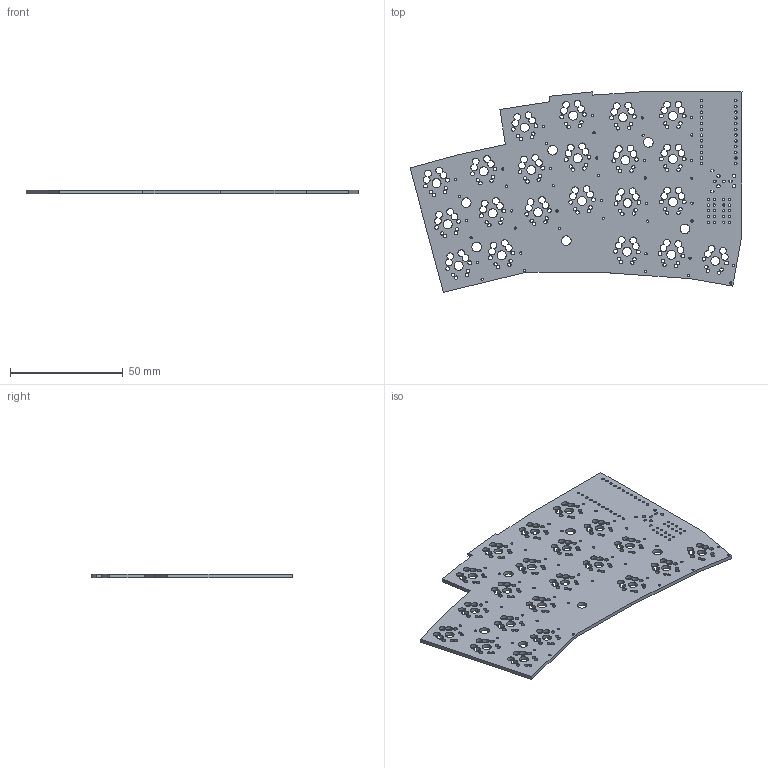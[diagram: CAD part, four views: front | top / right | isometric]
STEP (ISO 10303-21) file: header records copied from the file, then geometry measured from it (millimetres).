
FILE_DESCRIPTION(('KiCad electronic assembly'),'2;1');
FILE_NAME('kibod-01.step','2022-02-13T11:32:38',('Pcbnew'),('Kicad'), 'Open CASCADE STEP processor 7.5','KiCad to STEP converter','Unknown' );
FILE_SCHEMA(('AUTOMOTIVE_DESIGN { 1 0 10303 214 1 1 1 1 }'));
Length unit declared in the file: millimetre
Products named in the file (2): kibod-01 1; Shrimp42-mirrored-rev2 PCB
Assembly tree (1 placements, depth 2):
  kibod-01 1
    Shrimp42-mirrored-rev2 PCB
Bounding box: 147.32 x 89.01 x 1.6 mm (x, y, z)
Volume: 14730.1 mm3; surface area: 22310.1 mm2
Topology: 1 solids, 1 shells, 449 faces, 1341 edges, 894 vertices
Faces by surface type: cylinder 421, plane 28
Full cylindrical faces by diameter (mm): 1 x42, 1.016 x20, 1.092 x24, 1.5 x88, 1.7 x42, 4 x21, 4.3 x6
Entity records: 34089 total; most frequent: DIRECTION 5599, CARTESIAN_POINT 5536, ORIENTED_EDGE 2682, PCURVE 2682, DEFINITIONAL_REPRESENTATION 2682, LINE 2171, VECTOR 2171, CIRCLE 1684
